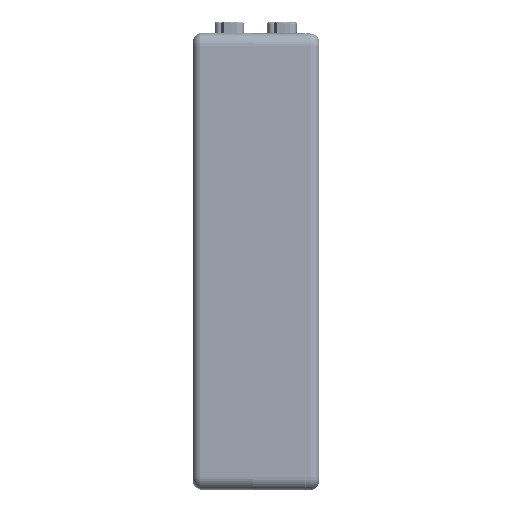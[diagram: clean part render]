
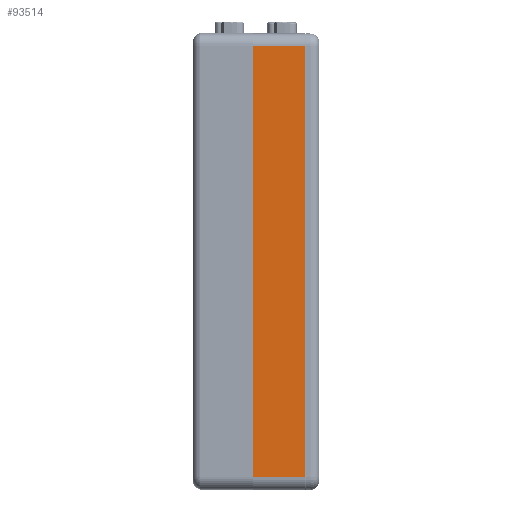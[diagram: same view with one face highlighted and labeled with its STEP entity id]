
A CAD part, left-side view. The second image highlights one B-rep face of the part: STEP entity #93514.
In plain terms, the highlighted face is planar.
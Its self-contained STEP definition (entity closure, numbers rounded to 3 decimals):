
#2413 = EDGE_CURVE ( 'NONE', #110484, #110753, #33547, .T. ) ;
#2799 = FACE_OUTER_BOUND ( 'NONE', #52093, .T. ) ;
#13106 = VECTOR ( 'NONE', #105958, 1000. ) ;
#22189 = CARTESIAN_POINT ( 'NONE',  ( 17.8, 85., -4. ) ) ;
#33547 = LINE ( 'NONE', #22189, #184507 ) ;
#36062 = VERTEX_POINT ( 'NONE', #128854 ) ;
#37154 = EDGE_CURVE ( 'NONE', #36062, #110753, #158110, .T. ) ;
#44582 = CARTESIAN_POINT ( 'NONE',  ( 1.1, 85., -4. ) ) ;
#48706 = CARTESIAN_POINT ( 'NONE',  ( 17.8, 85., -141. ) ) ;
#49307 = DIRECTION ( 'NONE',  ( -1., 0., 0. ) ) ;
#52093 = EDGE_LOOP ( 'NONE', ( #164676, #83503, #189496, #99173 ) ) ;
#61112 = LINE ( 'NONE', #147513, #13106 ) ;
#62309 = AXIS2_PLACEMENT_3D ( 'NONE', #128596, #142665, #157409 ) ;
#68439 = EDGE_CURVE ( 'NONE', #153224, #36062, #100825, .T. ) ;
#70966 = CARTESIAN_POINT ( 'NONE',  ( 17.7, 85., -141. ) ) ;
#83503 = ORIENTED_EDGE ( 'NONE', *, *, #143443, .T. ) ;
#89414 = VECTOR ( 'NONE', #49307, 1000. ) ;
#93514 = ADVANCED_FACE ( 'NONE', ( #2799 ), #115207, .F. ) ;
#99173 = ORIENTED_EDGE ( 'NONE', *, *, #37154, .T. ) ;
#100825 = LINE ( 'NONE', #48706, #89414 ) ;
#105958 = DIRECTION ( 'NONE',  ( 0., 0., -1. ) ) ;
#110484 = VERTEX_POINT ( 'NONE', #168132 ) ;
#110753 = VERTEX_POINT ( 'NONE', #44582 ) ;
#115207 = PLANE ( 'NONE',  #62309 ) ;
#128596 = CARTESIAN_POINT ( 'NONE',  ( 17.8, 85., -4. ) ) ;
#128854 = CARTESIAN_POINT ( 'NONE',  ( 1.1, 85., -141. ) ) ;
#139888 = DIRECTION ( 'NONE',  ( 0., 0., 1. ) ) ;
#141134 = CARTESIAN_POINT ( 'NONE',  ( 1.1, 85., -4. ) ) ;
#142665 = DIRECTION ( 'NONE',  ( 0., -1., 0. ) ) ;
#143443 = EDGE_CURVE ( 'NONE', #110484, #153224, #61112, .T. ) ;
#147513 = CARTESIAN_POINT ( 'NONE',  ( 17.7, 85., -4. ) ) ;
#153224 = VERTEX_POINT ( 'NONE', #70966 ) ;
#157409 = DIRECTION ( 'NONE',  ( 0., 0., -1. ) ) ;
#158110 = LINE ( 'NONE', #141134, #169573 ) ;
#164676 = ORIENTED_EDGE ( 'NONE', *, *, #2413, .F. ) ;
#168132 = CARTESIAN_POINT ( 'NONE',  ( 17.7, 85., -4. ) ) ;
#169573 = VECTOR ( 'NONE', #139888, 1000. ) ;
#169880 = DIRECTION ( 'NONE',  ( -1., 0., 0. ) ) ;
#184507 = VECTOR ( 'NONE', #169880, 1000. ) ;
#189496 = ORIENTED_EDGE ( 'NONE', *, *, #68439, .T. ) ;
